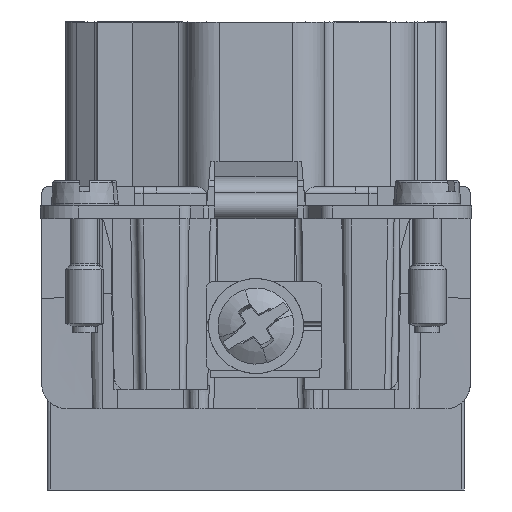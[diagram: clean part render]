
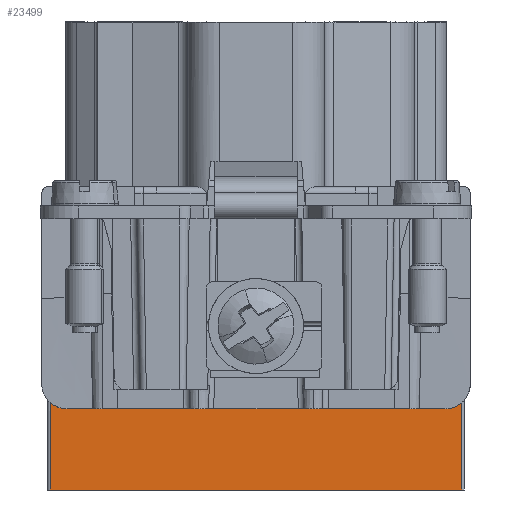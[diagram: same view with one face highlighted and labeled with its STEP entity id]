
A CAD part, front view. The second image highlights one B-rep face of the part: STEP entity #23499.
In plain terms, the highlighted planar face has unit normal (0, -1, 0).
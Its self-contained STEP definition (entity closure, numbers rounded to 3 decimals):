
#23422=AXIS2_PLACEMENT_3D('Plane Axis2P3D',#23419,#23420,#23421) ;
#23438=AXIS2_PLACEMENT_3D('Circle Axis2P3D',#23436,#23437,$) ;
#16634=CARTESIAN_POINT('Vertex',(33.232,15.35,0.)) ;
#16637=CARTESIAN_POINT('Line Origine',(17.,15.35,0.)) ;
#16641=CARTESIAN_POINT('Vertex',(0.768,15.35,0.)) ;
#23403=CARTESIAN_POINT('Vertex',(33.232,15.35,6.908)) ;
#23406=CARTESIAN_POINT('Line Origine',(33.232,15.35,8.3)) ;
#23419=CARTESIAN_POINT('Axis2P3D Location',(17.,15.35,23.9)) ;
#23425=CARTESIAN_POINT('Control Point',(1.568,15.35,6.472)) ;
#23426=CARTESIAN_POINT('Control Point',(1.671,15.35,6.444)) ;
#23427=CARTESIAN_POINT('Control Point',(1.777,15.35,6.422)) ;
#23428=CARTESIAN_POINT('Control Point',(1.885,15.35,6.407)) ;
#23429=CARTESIAN_POINT('Control Point',(1.992,15.35,6.4)) ;
#23430=CARTESIAN_POINT('Control Point',(2.1,15.35,6.4)) ;
#23431=CARTESIAN_POINT('Vertex',(1.568,15.35,6.472)) ;
#23433=CARTESIAN_POINT('Vertex',(2.1,15.35,6.4)) ;
#23436=CARTESIAN_POINT('Axis2P3D Location',(2.1,15.35,8.4)) ;
#23440=CARTESIAN_POINT('Vertex',(0.768,15.35,6.908)) ;
#23443=CARTESIAN_POINT('Line Origine',(0.768,15.35,3.454)) ;
#23449=CARTESIAN_POINT('Control Point',(33.232,15.35,6.908)) ;
#23450=CARTESIAN_POINT('Control Point',(33.095,15.35,6.786)) ;
#23451=CARTESIAN_POINT('Control Point',(32.944,15.35,6.679)) ;
#23452=CARTESIAN_POINT('Control Point',(32.781,15.35,6.59)) ;
#23453=CARTESIAN_POINT('Control Point',(32.61,15.35,6.521)) ;
#23454=CARTESIAN_POINT('Control Point',(32.432,15.35,6.472)) ;
#23455=CARTESIAN_POINT('Vertex',(32.432,15.35,6.472)) ;
#23459=CARTESIAN_POINT('Control Point',(32.432,15.35,6.472)) ;
#23460=CARTESIAN_POINT('Control Point',(32.329,15.35,6.444)) ;
#23461=CARTESIAN_POINT('Control Point',(32.223,15.35,6.422)) ;
#23462=CARTESIAN_POINT('Control Point',(32.115,15.35,6.407)) ;
#23463=CARTESIAN_POINT('Control Point',(32.008,15.35,6.4)) ;
#23464=CARTESIAN_POINT('Control Point',(31.9,15.35,6.4)) ;
#23465=CARTESIAN_POINT('Vertex',(31.9,15.35,6.4)) ;
#23468=CARTESIAN_POINT('Line Origine',(27.525,15.35,6.4)) ;
#23472=CARTESIAN_POINT('Vertex',(23.15,15.35,6.4)) ;
#23475=CARTESIAN_POINT('Line Origine',(19.8,15.35,6.4)) ;
#23479=CARTESIAN_POINT('Vertex',(16.45,15.35,6.4)) ;
#23482=CARTESIAN_POINT('Line Origine',(9.275,15.35,6.4)) ;
#16638=DIRECTION('Vector Direction',(-1.,0.,0.)) ;
#23407=DIRECTION('Vector Direction',(0.,0.,-1.)) ;
#23420=DIRECTION('Axis2P3D Direction',(0.,1.,0.)) ;
#23421=DIRECTION('Axis2P3D XDirection',(-1.,0.,0.)) ;
#23437=DIRECTION('Axis2P3D Direction',(0.,1.,0.)) ;
#23444=DIRECTION('Vector Direction',(0.,0.,-1.)) ;
#23469=DIRECTION('Vector Direction',(1.,0.,0.)) ;
#23476=DIRECTION('Vector Direction',(1.,0.,0.)) ;
#23483=DIRECTION('Vector Direction',(1.,0.,0.)) ;
#16639=VECTOR('Line Direction',#16638,1.) ;
#23408=VECTOR('Line Direction',#23407,1.) ;
#23445=VECTOR('Line Direction',#23444,1.) ;
#23470=VECTOR('Line Direction',#23469,1.) ;
#23477=VECTOR('Line Direction',#23476,1.) ;
#23484=VECTOR('Line Direction',#23483,1.) ;
#23488=ORIENTED_EDGE('',*,*,#23435,.F.) ;
#23489=ORIENTED_EDGE('',*,*,#23442,.F.) ;
#23490=ORIENTED_EDGE('',*,*,#23447,.T.) ;
#23491=ORIENTED_EDGE('',*,*,#16643,.F.) ;
#23492=ORIENTED_EDGE('',*,*,#23410,.T.) ;
#23493=ORIENTED_EDGE('',*,*,#23457,.F.) ;
#23494=ORIENTED_EDGE('',*,*,#23467,.F.) ;
#23495=ORIENTED_EDGE('',*,*,#23474,.F.) ;
#23496=ORIENTED_EDGE('',*,*,#23481,.F.) ;
#23497=ORIENTED_EDGE('',*,*,#23486,.F.) ;
#23499=ADVANCED_FACE('Hauptkoerper',(#23498),#23423,.F.) ;
#23424=B_SPLINE_CURVE_WITH_KNOTS('',5,(#23425,#23426,#23427,#23428,#23429,#23430),.UNSPECIFIED.,.F.,.U.,(6,6),(0.,0.762),.UNSPECIFIED.) ;
#23448=B_SPLINE_CURVE_WITH_KNOTS('',5,(#23449,#23450,#23451,#23452,#23453,#23454),.UNSPECIFIED.,.F.,.U.,(6,6),(0.,1.303),.UNSPECIFIED.) ;
#23458=B_SPLINE_CURVE_WITH_KNOTS('',5,(#23459,#23460,#23461,#23462,#23463,#23464),.UNSPECIFIED.,.F.,.U.,(6,6),(0.,0.762),.UNSPECIFIED.) ;
#23439=CIRCLE('generated circle',#23438,2.) ;
#16643=EDGE_CURVE('',#16635,#16642,#16640,.T.) ;
#23410=EDGE_CURVE('',#16635,#23404,#23409,.F.) ;
#23435=EDGE_CURVE('',#23432,#23434,#23424,.T.) ;
#23442=EDGE_CURVE('',#23441,#23432,#23439,.F.) ;
#23447=EDGE_CURVE('',#23441,#16642,#23446,.T.) ;
#23457=EDGE_CURVE('',#23456,#23404,#23448,.F.) ;
#23467=EDGE_CURVE('',#23466,#23456,#23458,.F.) ;
#23474=EDGE_CURVE('',#23473,#23466,#23471,.T.) ;
#23481=EDGE_CURVE('',#23480,#23473,#23478,.T.) ;
#23486=EDGE_CURVE('',#23434,#23480,#23485,.T.) ;
#23487=EDGE_LOOP('',(#23488,#23489,#23490,#23491,#23492,#23493,#23494,#23495,#23496,#23497)) ;
#23498=FACE_OUTER_BOUND('',#23487,.T.) ;
#16640=LINE('Line',#16637,#16639) ;
#23409=LINE('Line',#23406,#23408) ;
#23446=LINE('Line',#23443,#23445) ;
#23471=LINE('Line',#23468,#23470) ;
#23478=LINE('Line',#23475,#23477) ;
#23485=LINE('Line',#23482,#23484) ;
#23423=PLANE('',#23422) ;
#16635=VERTEX_POINT('',#16634) ;
#16642=VERTEX_POINT('',#16641) ;
#23404=VERTEX_POINT('',#23403) ;
#23432=VERTEX_POINT('',#23431) ;
#23434=VERTEX_POINT('',#23433) ;
#23441=VERTEX_POINT('',#23440) ;
#23456=VERTEX_POINT('',#23455) ;
#23466=VERTEX_POINT('',#23465) ;
#23473=VERTEX_POINT('',#23472) ;
#23480=VERTEX_POINT('',#23479) ;
